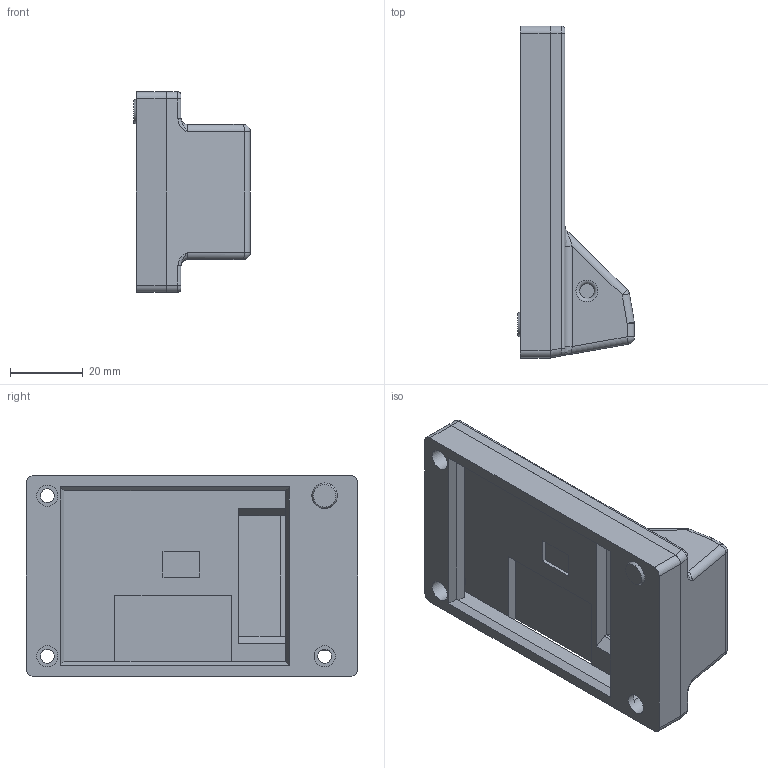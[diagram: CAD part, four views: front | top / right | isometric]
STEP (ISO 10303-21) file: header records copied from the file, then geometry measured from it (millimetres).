
FILE_DESCRIPTION(/* description */ (''),/* implementation_level */ '2;1');
FILE_NAME(/* name */ 'PhatStats v17.step',/* time_stamp */ '2021-03-30T15:03:34+01:00',/* author */ (''),/* organization */ (''),/* preprocessor_version */ 'ST-DEVELOPER v18.1',/* originating_system */ 'Autodesk Translation Framework v9.10.0.1330',/* authorisation */ '');
FILE_SCHEMA (('AUTOMOTIVE_DESIGN { 1 0 10303 214 3 1 1 }'));
Length unit declared in the file: millimetre
Products named in the file (1): PhatStats
Bounding box: 32.04 x 90.9 x 55 mm (x, y, z)
Volume: 29902.9 mm3; surface area: 24229.6 mm2
Topology: 3 solids, 3 shells, 189 faces, 483 edges, 304 vertices
Faces by surface type: plane 114, cylinder 53, bspline 12, sphere 6, torus 3, cone 1
Full cylindrical faces by diameter (mm): 3.8 x8, 5.8 x4
Entity records: 6054 total; most frequent: CARTESIAN_POINT 1358, ORIENTED_EDGE 962, DIRECTION 952, EDGE_CURVE 481, LINE 346, VECTOR 346, VERTEX_POINT 304, AXIS2_PLACEMENT_3D 303
